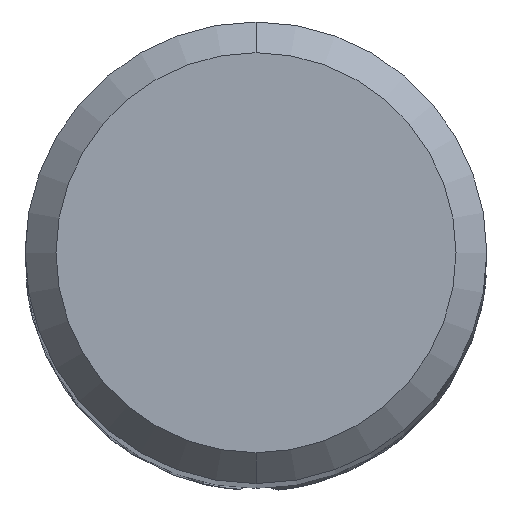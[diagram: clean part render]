
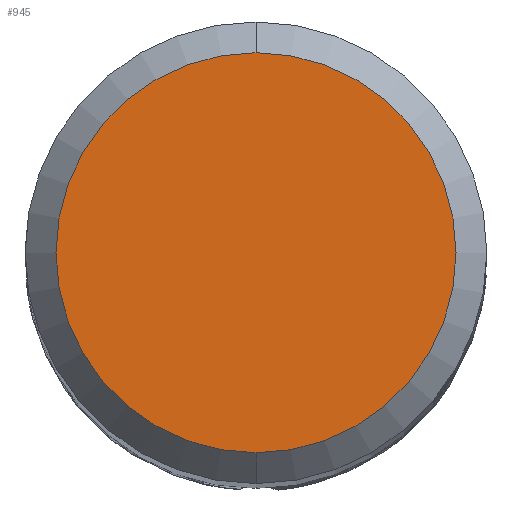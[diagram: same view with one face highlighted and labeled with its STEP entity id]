
A CAD part, top view. The second image highlights one B-rep face of the part: STEP entity #945.
In plain terms, the highlighted planar face has unit normal (0, 0, 1).
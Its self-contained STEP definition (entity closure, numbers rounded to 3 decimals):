
#583=EDGE_CURVE('',#659,#723,#1694,.T.);
#659=VERTEX_POINT('',#1780);
#723=VERTEX_POINT('',#1849);
#831=EDGE_CURVE('',#723,#659,#1966,.T.);
#945=ADVANCED_FACE('',(#2091),#2092,.T.);
#1694=CIRCLE('',#2925,2.6);
#1780=CARTESIAN_POINT('',(0.,-2.6,0.0));
#1849=CARTESIAN_POINT('',(0.0,2.6,0.0));
#1966=CIRCLE('',#4576,2.6);
#2091=FACE_OUTER_BOUND('',#5358,.T.);
#2092=PLANE('',#5359);
#2925=AXIS2_PLACEMENT_3D('',#10819,#10820,#10821);
#4576=AXIS2_PLACEMENT_3D('',#11089,#11090,#11091);
#5358=EDGE_LOOP('',(#11223,#11224));
#5359=AXIS2_PLACEMENT_3D('',#11225,#11226,#11227);
#10819=CARTESIAN_POINT('',(0.0,0.0,0.0));
#10820=DIRECTION('',(0.0,0.0,-1.0));
#10821=DIRECTION('',(0.0,1.0,0.0));
#11089=CARTESIAN_POINT('',(0.0,0.0,0.0));
#11090=DIRECTION('',(0.0,0.0,-1.0));
#11091=DIRECTION('',(0.0,1.0,0.0));
#11223=ORIENTED_EDGE('',*,*,#831,.F.);
#11224=ORIENTED_EDGE('',*,*,#583,.F.);
#11225=CARTESIAN_POINT('',(0.0,1.3,0.0));
#11226=DIRECTION('',(-0.0,0.0,1.0));
#11227=DIRECTION('',(0.0,-1.0,0.0));
